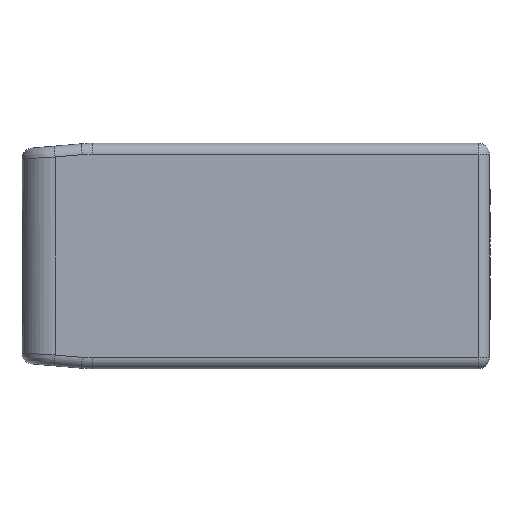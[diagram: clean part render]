
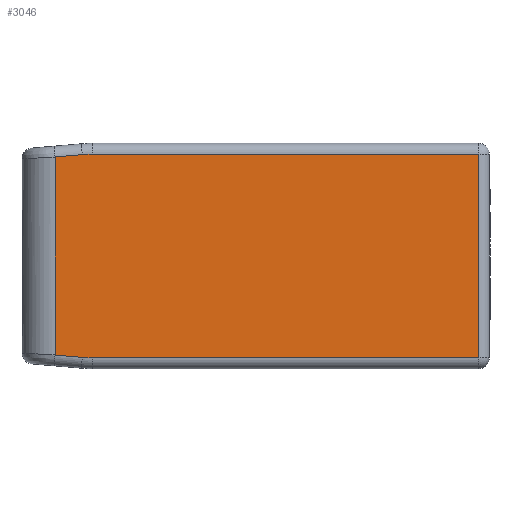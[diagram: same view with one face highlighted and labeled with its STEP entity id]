
A CAD part, front view. The second image highlights one B-rep face of the part: STEP entity #3046.
In plain terms, the highlighted planar face has unit normal (0, -1, 0).
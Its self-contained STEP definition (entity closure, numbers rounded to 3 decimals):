
#503 = EDGE_CURVE ( 'NONE', #13486, #9635, #9175, .T. ) ;
#532 = CARTESIAN_POINT ( 'NONE',  ( -31.5, -0.2, 15.557 ) ) ;
#919 = VERTEX_POINT ( 'NONE', #532 ) ;
#1074 = CARTESIAN_POINT ( 'NONE',  ( -25.627, -0.2, 2.5 ) ) ;
#1158 = DIRECTION ( 'NONE',  ( 0., 0., 1. ) ) ;
#1180 = EDGE_CURVE ( 'NONE', #1317, #13486, #8754, .T. ) ;
#1300 = DIRECTION ( 'NONE',  ( 0., -1., 0. ) ) ;
#1317 = VERTEX_POINT ( 'NONE', #3967 ) ;
#1891 = CARTESIAN_POINT ( 'NONE',  ( 35., -0.2, -16. ) ) ;
#2154 = EDGE_CURVE ( 'NONE', #6252, #4566, #13716, .T. ) ;
#2203 = CARTESIAN_POINT ( 'NONE',  ( 35., -0.2, 0. ) ) ;
#2469 = DIRECTION ( 'NONE',  ( 0., 1., 0. ) ) ;
#2635 = FACE_OUTER_BOUND ( 'NONE', #11508, .T. ) ;
#2715 = AXIS2_PLACEMENT_3D ( 'NONE', #6412, #2469, #12973 ) ;
#2797 = VECTOR ( 'NONE', #11515, 1000. ) ;
#2814 = VECTOR ( 'NONE', #14233, 1000. ) ;
#3046 = ADVANCED_FACE ( 'NONE', ( #2635 ), #13983, .F. ) ;
#3192 = VERTEX_POINT ( 'NONE', #9324 ) ;
#3325 = CARTESIAN_POINT ( 'NONE',  ( 35., -0.2, 16. ) ) ;
#3420 = ORIENTED_EDGE ( 'NONE', *, *, #2154, .T. ) ;
#3719 = CARTESIAN_POINT ( 'NONE',  ( 0., -0.2, 16. ) ) ;
#3967 = CARTESIAN_POINT ( 'NONE',  ( -31.5, -0.2, -15.557 ) ) ;
#4465 = ORIENTED_EDGE ( 'NONE', *, *, #503, .T. ) ;
#4566 = VERTEX_POINT ( 'NONE', #3325 ) ;
#4578 = CARTESIAN_POINT ( 'NONE',  ( -25.627, -0.2, -16. ) ) ;
#4676 = ORIENTED_EDGE ( 'NONE', *, *, #11355, .T. ) ;
#5103 = VECTOR ( 'NONE', #7572, 1000. ) ;
#5179 = CIRCLE ( 'NONE', #15115, 18.5 ) ;
#5364 = DIRECTION ( 'NONE',  ( 0., 0., -1. ) ) ;
#5736 = EDGE_CURVE ( 'NONE', #3192, #11248, #5179, .T. ) ;
#6095 = ORIENTED_EDGE ( 'NONE', *, *, #8097, .T. ) ;
#6192 = VECTOR ( 'NONE', #16131, 1000. ) ;
#6252 = VERTEX_POINT ( 'NONE', #1891 ) ;
#6412 = CARTESIAN_POINT ( 'NONE',  ( 0., -0.2, 0. ) ) ;
#6540 = VECTOR ( 'NONE', #5364, 1000. ) ;
#6648 = CARTESIAN_POINT ( 'NONE',  ( -25.627, -0.2, -2.5 ) ) ;
#7199 = CARTESIAN_POINT ( 'NONE',  ( -1.59, -0.2, 18.174 ) ) ;
#7572 = DIRECTION ( 'NONE',  ( 0.996, 0., -0.087 ) ) ;
#7812 = LINE ( 'NONE', #3719, #2797 ) ;
#8097 = EDGE_CURVE ( 'NONE', #11248, #919, #8796, .T. ) ;
#8448 = DIRECTION ( 'NONE',  ( 0., -1., 0. ) ) ;
#8567 = CARTESIAN_POINT ( 'NONE',  ( -27.239, -0.2, 15.93 ) ) ;
#8754 = LINE ( 'NONE', #9070, #5103 ) ;
#8796 = LINE ( 'NONE', #7199, #13815 ) ;
#9055 = ORIENTED_EDGE ( 'NONE', *, *, #12563, .T. ) ;
#9070 = CARTESIAN_POINT ( 'NONE',  ( -1.59, -0.2, -18.174 ) ) ;
#9175 = CIRCLE ( 'NONE', #10523, 18.5 ) ;
#9223 = EDGE_CURVE ( 'NONE', #9635, #6252, #14313, .T. ) ;
#9324 = CARTESIAN_POINT ( 'NONE',  ( -25.627, -0.2, 16. ) ) ;
#9635 = VERTEX_POINT ( 'NONE', #4578 ) ;
#9945 = ORIENTED_EDGE ( 'NONE', *, *, #5736, .T. ) ;
#10509 = CARTESIAN_POINT ( 'NONE',  ( -27.239, -0.2, -15.93 ) ) ;
#10510 = DIRECTION ( 'NONE',  ( 0., 0., 1. ) ) ;
#10523 = AXIS2_PLACEMENT_3D ( 'NONE', #1074, #8448, #1158 ) ;
#11248 = VERTEX_POINT ( 'NONE', #8567 ) ;
#11355 = EDGE_CURVE ( 'NONE', #919, #1317, #14357, .T. ) ;
#11508 = EDGE_LOOP ( 'NONE', ( #9945, #6095, #4676, #13409, #4465, #12410, #3420, #9055 ) ) ;
#11515 = DIRECTION ( 'NONE',  ( -1., 0., 0. ) ) ;
#11999 = CARTESIAN_POINT ( 'NONE',  ( -31.5, -0.2, 0. ) ) ;
#12410 = ORIENTED_EDGE ( 'NONE', *, *, #9223, .T. ) ;
#12563 = EDGE_CURVE ( 'NONE', #4566, #3192, #7812, .T. ) ;
#12973 = DIRECTION ( 'NONE',  ( 0., 0., 1. ) ) ;
#13409 = ORIENTED_EDGE ( 'NONE', *, *, #1180, .T. ) ;
#13486 = VERTEX_POINT ( 'NONE', #10509 ) ;
#13716 = LINE ( 'NONE', #2203, #6192 ) ;
#13815 = VECTOR ( 'NONE', #15101, 1000. ) ;
#13983 = PLANE ( 'NONE',  #2715 ) ;
#14233 = DIRECTION ( 'NONE',  ( 1., 0., 0. ) ) ;
#14313 = LINE ( 'NONE', #15497, #2814 ) ;
#14357 = LINE ( 'NONE', #11999, #6540 ) ;
#15101 = DIRECTION ( 'NONE',  ( -0.996, 0., -0.087 ) ) ;
#15115 = AXIS2_PLACEMENT_3D ( 'NONE', #6648, #1300, #10510 ) ;
#15497 = CARTESIAN_POINT ( 'NONE',  ( 0., -0.2, -16. ) ) ;
#16131 = DIRECTION ( 'NONE',  ( 0., 0., 1. ) ) ;
